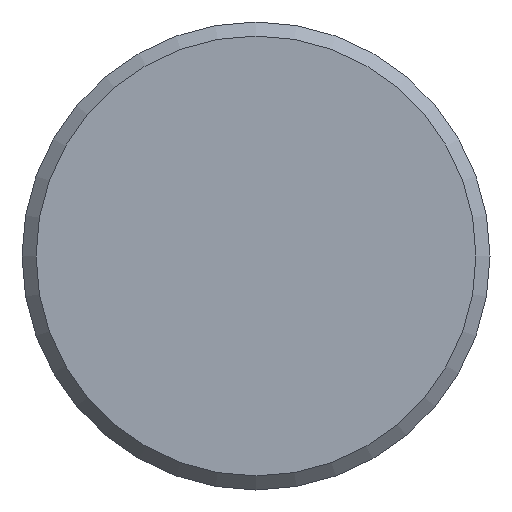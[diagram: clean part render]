
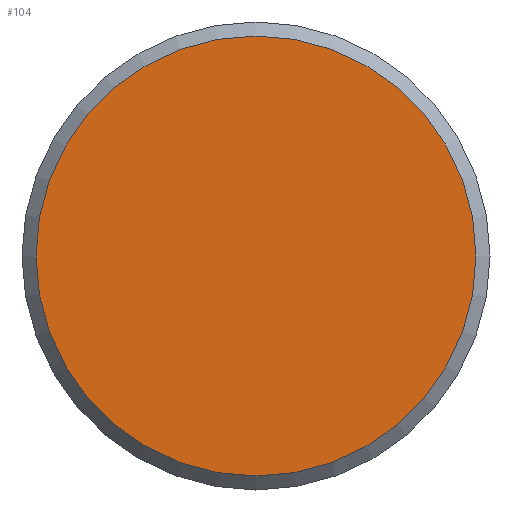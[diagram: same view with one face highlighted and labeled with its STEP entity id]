
A CAD part, front view. The second image highlights one B-rep face of the part: STEP entity #104.
In plain terms, the highlighted planar face has unit normal (0, -1, 0).
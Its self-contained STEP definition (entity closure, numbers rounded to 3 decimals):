
#104 = ADVANCED_FACE( '', ( #228 ), #229, .F. );
#228 = FACE_OUTER_BOUND( '', #369, .T. );
#229 = PLANE( '', #370 );
#369 = EDGE_LOOP( '', ( #580 ) );
#370 = AXIS2_PLACEMENT_3D( '', #581, #582, #583 );
#580 = ORIENTED_EDGE( '', *, *, #773, .T. );
#581 = CARTESIAN_POINT( '', ( 23.5, 0., 0. ) );
#582 = DIRECTION( '', ( 0., 1., 0. ) );
#583 = DIRECTION( '', ( -1., 0., 0. ) );
#773 = EDGE_CURVE( '', #906, #906, #907, .T. );
#906 = VERTEX_POINT( '', #1167 );
#907 = CIRCLE( '', #1168, 23.5 );
#1167 = CARTESIAN_POINT( '', ( 23.5, 0., 0. ) );
#1168 = AXIS2_PLACEMENT_3D( '', #1298, #1299, #1300 );
#1298 = CARTESIAN_POINT( '', ( 0., 0., 0. ) );
#1299 = DIRECTION( '', ( 0., -1., 0. ) );
#1300 = DIRECTION( '', ( 1., 0., 0. ) );
